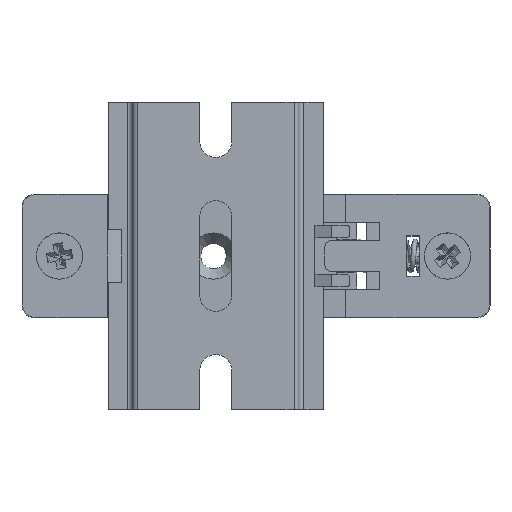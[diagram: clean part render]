
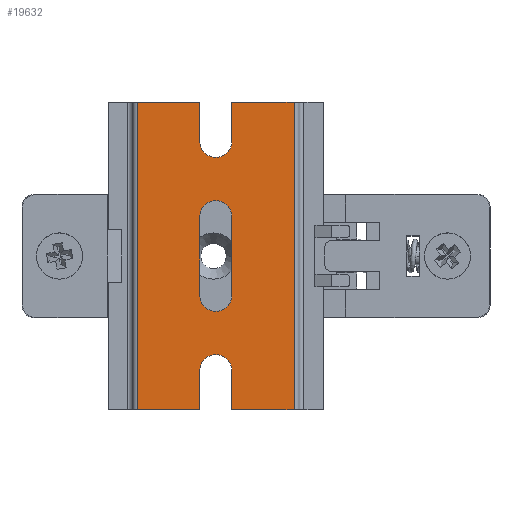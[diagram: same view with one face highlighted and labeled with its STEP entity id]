
A CAD part, top view. The second image highlights one B-rep face of the part: STEP entity #19632.
In plain terms, the highlighted face is planar.
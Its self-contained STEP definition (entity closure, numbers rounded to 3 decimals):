
#428 = VERTEX_POINT ( 'NONE', #25748 ) ;
#429 = EDGE_CURVE ( 'NONE', #10327, #428, #11579, .T. ) ;
#795 = CARTESIAN_POINT ( 'NONE',  ( -39.9, 31.4, 2.5 ) ) ;
#828 = CARTESIAN_POINT ( 'NONE',  ( -55.2, 50., 2.5 ) ) ;
#1083 = VECTOR ( 'NONE', #23011, 1000. ) ;
#1088 = CARTESIAN_POINT ( 'NONE',  ( -29.8, 50., 2.5 ) ) ;
#1366 = DIRECTION ( 'NONE',  ( 1., 0., 0. ) ) ;
#1482 = ORIENTED_EDGE ( 'NONE', *, *, #14786, .T. ) ;
#1601 = EDGE_CURVE ( 'NONE', #14766, #25394, #25164, .T. ) ;
#2011 = AXIS2_PLACEMENT_3D ( 'NONE', #5317, #9411, #1366 ) ;
#2012 = LINE ( 'NONE', #20539, #19647 ) ;
#2180 = VERTEX_POINT ( 'NONE', #16403 ) ;
#2690 = EDGE_CURVE ( 'NONE', #23723, #21030, #16998, .T. ) ;
#2705 = VERTEX_POINT ( 'NONE', #5211 ) ;
#2811 = DIRECTION ( 'NONE',  ( 0., 0., 1. ) ) ;
#2994 = VECTOR ( 'NONE', #9479, 1000. ) ;
#3003 = CARTESIAN_POINT ( 'NONE',  ( -55.2, 0., 2.5 ) ) ;
#3013 = DIRECTION ( 'NONE',  ( -1., 0., 0. ) ) ;
#3332 = LINE ( 'NONE', #828, #4252 ) ;
#3337 = PLANE ( 'NONE',  #17586 ) ;
#3385 = CIRCLE ( 'NONE', #13166, 2.6 ) ;
#3431 = EDGE_CURVE ( 'NONE', #2705, #7468, #15633, .T. ) ;
#3593 = CIRCLE ( 'NONE', #10577, 2.6 ) ;
#3642 = LINE ( 'NONE', #1088, #2994 ) ;
#3734 = VERTEX_POINT ( 'NONE', #8935 ) ;
#3880 = VECTOR ( 'NONE', #7306, 1000. ) ;
#4252 = VECTOR ( 'NONE', #3013, 1000. ) ;
#4436 = EDGE_CURVE ( 'NONE', #25589, #428, #10778, .T. ) ;
#4699 = EDGE_CURVE ( 'NONE', #25573, #14795, #10516, .T. ) ;
#4922 = DIRECTION ( 'NONE',  ( 0., -1., 0. ) ) ;
#5211 = CARTESIAN_POINT ( 'NONE',  ( -45.1, 50., 2.5 ) ) ;
#5317 = CARTESIAN_POINT ( 'NONE',  ( -42.5, 31.4, 2.5 ) ) ;
#5510 = CARTESIAN_POINT ( 'NONE',  ( -55.2, 50., 2.5 ) ) ;
#5581 = CARTESIAN_POINT ( 'NONE',  ( -39.9, 6.4, 2.5 ) ) ;
#5820 = EDGE_CURVE ( 'NONE', #24553, #3734, #19957, .T. ) ;
#6646 = ORIENTED_EDGE ( 'NONE', *, *, #18680, .T. ) ;
#6718 = ORIENTED_EDGE ( 'NONE', *, *, #4436, .T. ) ;
#7119 = ORIENTED_EDGE ( 'NONE', *, *, #23296, .F. ) ;
#7306 = DIRECTION ( 'NONE',  ( 0., -1., 0. ) ) ;
#7338 = FACE_OUTER_BOUND ( 'NONE', #25279, .T. ) ;
#7468 = VERTEX_POINT ( 'NONE', #24655 ) ;
#7609 = DIRECTION ( 'NONE',  ( 0., 0., 1. ) ) ;
#7794 = EDGE_CURVE ( 'NONE', #24299, #23723, #22718, .T. ) ;
#7887 = ORIENTED_EDGE ( 'NONE', *, *, #17324, .T. ) ;
#7923 = DIRECTION ( 'NONE',  ( -1., 0., 0. ) ) ;
#8272 = DIRECTION ( 'NONE',  ( -1., 0., 0. ) ) ;
#8277 = CARTESIAN_POINT ( 'NONE',  ( -55.2, 0., 2.5 ) ) ;
#8731 = ORIENTED_EDGE ( 'NONE', *, *, #23075, .T. ) ;
#8935 = CARTESIAN_POINT ( 'NONE',  ( -45.1, 0., 2.5 ) ) ;
#9411 = DIRECTION ( 'NONE',  ( 0., 0., 1. ) ) ;
#9479 = DIRECTION ( 'NONE',  ( 0., -1., 0. ) ) ;
#9925 = VERTEX_POINT ( 'NONE', #10735 ) ;
#10102 = CARTESIAN_POINT ( 'NONE',  ( -55.2, 50., 2.5 ) ) ;
#10327 = VERTEX_POINT ( 'NONE', #20779 ) ;
#10375 = ORIENTED_EDGE ( 'NONE', *, *, #3431, .T. ) ;
#10469 = DIRECTION ( 'NONE',  ( 0., -1., 0. ) ) ;
#10516 = LINE ( 'NONE', #18001, #20667 ) ;
#10577 = AXIS2_PLACEMENT_3D ( 'NONE', #25250, #2811, #23138 ) ;
#10688 = ORIENTED_EDGE ( 'NONE', *, *, #23462, .T. ) ;
#10735 = CARTESIAN_POINT ( 'NONE',  ( -29.8, 0., 2.5 ) ) ;
#10778 = LINE ( 'NONE', #23871, #13931 ) ;
#11029 = ORIENTED_EDGE ( 'NONE', *, *, #23913, .T. ) ;
#11170 = CARTESIAN_POINT ( 'NONE',  ( -39.9, 0., 2.5 ) ) ;
#11286 = CIRCLE ( 'NONE', #24609, 2.6 ) ;
#11338 = VECTOR ( 'NONE', #23235, 1000. ) ;
#11579 = LINE ( 'NONE', #5510, #20437 ) ;
#12889 = CARTESIAN_POINT ( 'NONE',  ( -39.9, 6.4, 2.5 ) ) ;
#13166 = AXIS2_PLACEMENT_3D ( 'NONE', #24720, #15228, #25435 ) ;
#13931 = VECTOR ( 'NONE', #19973, 1000. ) ;
#13992 = CARTESIAN_POINT ( 'NONE',  ( -39.9, 43.6, 2.5 ) ) ;
#14766 = VERTEX_POINT ( 'NONE', #11170 ) ;
#14786 = EDGE_CURVE ( 'NONE', #25394, #24553, #3593, .T. ) ;
#14795 = VERTEX_POINT ( 'NONE', #3003 ) ;
#15028 = CARTESIAN_POINT ( 'NONE',  ( -45.1, 6.4, 2.5 ) ) ;
#15144 = CARTESIAN_POINT ( 'NONE',  ( -45.1, 31.4, 2.5 ) ) ;
#15191 = CARTESIAN_POINT ( 'NONE',  ( -55.2, 50., 2.5 ) ) ;
#15228 = DIRECTION ( 'NONE',  ( 0., 0., 1. ) ) ;
#15633 = LINE ( 'NONE', #21175, #3880 ) ;
#15659 = LINE ( 'NONE', #8277, #18198 ) ;
#16403 = CARTESIAN_POINT ( 'NONE',  ( -39.9, 18.6, 2.5 ) ) ;
#16974 = EDGE_CURVE ( 'NONE', #2180, #24299, #25702, .T. ) ;
#16998 = LINE ( 'NONE', #15144, #11338 ) ;
#17256 = DIRECTION ( 'NONE',  ( 0., 1., 0. ) ) ;
#17324 = EDGE_CURVE ( 'NONE', #9925, #14766, #2012, .T. ) ;
#17586 = AXIS2_PLACEMENT_3D ( 'NONE', #15191, #19203, #19557 ) ;
#17745 = VECTOR ( 'NONE', #17256, 1000. ) ;
#17964 = CARTESIAN_POINT ( 'NONE',  ( -45.1, 31.4, 2.5 ) ) ;
#18001 = CARTESIAN_POINT ( 'NONE',  ( -55.2, 50., 2.5 ) ) ;
#18198 = VECTOR ( 'NONE', #7923, 1000. ) ;
#18227 = ORIENTED_EDGE ( 'NONE', *, *, #1601, .T. ) ;
#18449 = FACE_BOUND ( 'NONE', #21462, .T. ) ;
#18680 = EDGE_CURVE ( 'NONE', #21030, #2180, #3385, .T. ) ;
#18982 = CARTESIAN_POINT ( 'NONE',  ( -45.1, 18.6, 2.5 ) ) ;
#19203 = DIRECTION ( 'NONE',  ( 0., 0., 1. ) ) ;
#19557 = DIRECTION ( 'NONE',  ( 1., 0., 0. ) ) ;
#19632 = ADVANCED_FACE ( 'NONE', ( #18449, #7338 ), #3337, .F. ) ;
#19647 = VECTOR ( 'NONE', #8272, 1000. ) ;
#19957 = LINE ( 'NONE', #15028, #25972 ) ;
#19973 = DIRECTION ( 'NONE',  ( 0., 1., 0. ) ) ;
#20437 = VECTOR ( 'NONE', #25996, 1000. ) ;
#20539 = CARTESIAN_POINT ( 'NONE',  ( -55.2, 0., 2.5 ) ) ;
#20623 = ORIENTED_EDGE ( 'NONE', *, *, #5820, .T. ) ;
#20667 = VECTOR ( 'NONE', #10469, 1000. ) ;
#20779 = CARTESIAN_POINT ( 'NONE',  ( -29.8, 50., 2.5 ) ) ;
#21030 = VERTEX_POINT ( 'NONE', #18982 ) ;
#21175 = CARTESIAN_POINT ( 'NONE',  ( -45.1, 56.4, 2.5 ) ) ;
#21462 = EDGE_LOOP ( 'NONE', ( #6646, #24780, #26145, #25446 ) ) ;
#22697 = ORIENTED_EDGE ( 'NONE', *, *, #429, .F. ) ;
#22718 = CIRCLE ( 'NONE', #2011, 2.6 ) ;
#23011 = DIRECTION ( 'NONE',  ( 0., 1., 0. ) ) ;
#23075 = EDGE_CURVE ( 'NONE', #7468, #25589, #11286, .T. ) ;
#23138 = DIRECTION ( 'NONE',  ( 1., 0., 0. ) ) ;
#23235 = DIRECTION ( 'NONE',  ( 0., -1., 0. ) ) ;
#23296 = EDGE_CURVE ( 'NONE', #2705, #25573, #3332, .T. ) ;
#23462 = EDGE_CURVE ( 'NONE', #10327, #9925, #3642, .T. ) ;
#23723 = VERTEX_POINT ( 'NONE', #17964 ) ;
#23857 = DIRECTION ( 'NONE',  ( 1., 0., 0. ) ) ;
#23871 = CARTESIAN_POINT ( 'NONE',  ( -39.9, 56.4, 2.5 ) ) ;
#23913 = EDGE_CURVE ( 'NONE', #3734, #14795, #15659, .T. ) ;
#24299 = VERTEX_POINT ( 'NONE', #795 ) ;
#24553 = VERTEX_POINT ( 'NONE', #25498 ) ;
#24609 = AXIS2_PLACEMENT_3D ( 'NONE', #25810, #7609, #23857 ) ;
#24655 = CARTESIAN_POINT ( 'NONE',  ( -45.1, 43.6, 2.5 ) ) ;
#24720 = CARTESIAN_POINT ( 'NONE',  ( -42.5, 18.6, 2.5 ) ) ;
#24780 = ORIENTED_EDGE ( 'NONE', *, *, #16974, .T. ) ;
#25164 = LINE ( 'NONE', #12889, #1083 ) ;
#25250 = CARTESIAN_POINT ( 'NONE',  ( -42.5, 6.4, 2.5 ) ) ;
#25279 = EDGE_LOOP ( 'NONE', ( #7887, #18227, #1482, #20623, #11029, #25823, #7119, #10375, #8731, #6718, #22697, #10688 ) ) ;
#25394 = VERTEX_POINT ( 'NONE', #5581 ) ;
#25435 = DIRECTION ( 'NONE',  ( 1., 0., 0. ) ) ;
#25446 = ORIENTED_EDGE ( 'NONE', *, *, #2690, .T. ) ;
#25498 = CARTESIAN_POINT ( 'NONE',  ( -45.1, 6.4, 2.5 ) ) ;
#25573 = VERTEX_POINT ( 'NONE', #10102 ) ;
#25589 = VERTEX_POINT ( 'NONE', #13992 ) ;
#25702 = LINE ( 'NONE', #25705, #17745 ) ;
#25705 = CARTESIAN_POINT ( 'NONE',  ( -39.9, 31.4, 2.5 ) ) ;
#25748 = CARTESIAN_POINT ( 'NONE',  ( -39.9, 50., 2.5 ) ) ;
#25810 = CARTESIAN_POINT ( 'NONE',  ( -42.5, 43.6, 2.5 ) ) ;
#25823 = ORIENTED_EDGE ( 'NONE', *, *, #4699, .F. ) ;
#25972 = VECTOR ( 'NONE', #4922, 1000. ) ;
#25996 = DIRECTION ( 'NONE',  ( -1., 0., 0. ) ) ;
#26145 = ORIENTED_EDGE ( 'NONE', *, *, #7794, .T. ) ;
